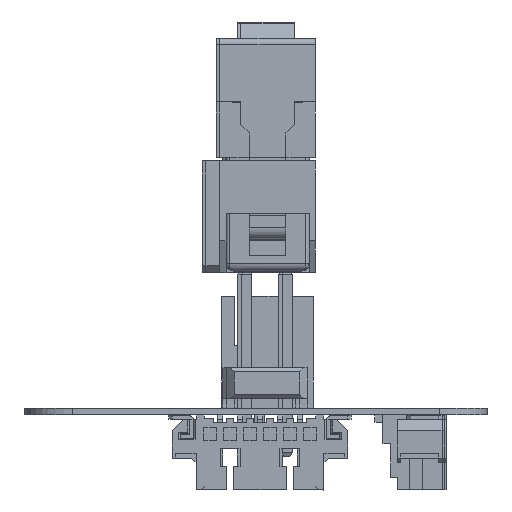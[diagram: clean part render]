
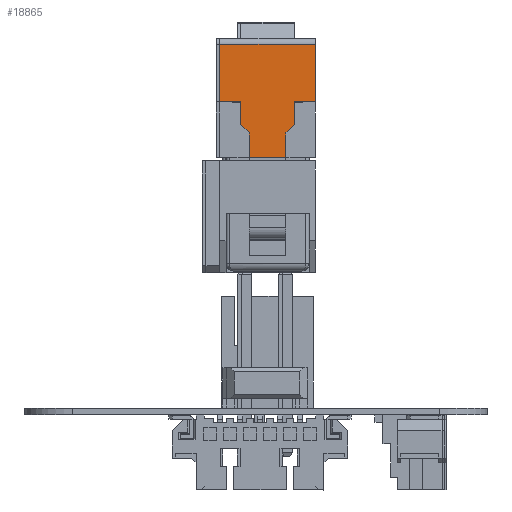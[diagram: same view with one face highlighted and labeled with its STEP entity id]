
A CAD part, left-side view. The second image highlights one B-rep face of the part: STEP entity #18865.
In plain terms, the highlighted planar face has unit normal (-1, 0, 0).
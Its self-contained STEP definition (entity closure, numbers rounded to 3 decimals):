
#18865 = ADVANCED_FACE('',(#18866),#18964,.T.);
#18866 = FACE_BOUND('',#18867,.T.);
#18867 = EDGE_LOOP('',(#18868,#18878,#18886,#18894,#18902,#18910,#18918,
    #18926,#18934,#18942,#18950,#18958));
#18868 = ORIENTED_EDGE('',*,*,#18869,.T.);
#18869 = EDGE_CURVE('',#18870,#18872,#18874,.T.);
#18870 = VERTEX_POINT('',#18871);
#18871 = CARTESIAN_POINT('',(-11.23,1.15,7.05));
#18872 = VERTEX_POINT('',#18873);
#18873 = CARTESIAN_POINT('',(-11.23,1.15,5.5));
#18874 = LINE('',#18875,#18876);
#18875 = CARTESIAN_POINT('',(-11.23,1.15,6.95));
#18876 = VECTOR('',#18877,1.);
#18877 = DIRECTION('',(0.,0.,-1.));
#18878 = ORIENTED_EDGE('',*,*,#18879,.F.);
#18879 = EDGE_CURVE('',#18880,#18872,#18882,.T.);
#18880 = VERTEX_POINT('',#18881);
#18881 = CARTESIAN_POINT('',(-11.23,1.685,4.965));
#18882 = LINE('',#18883,#18884);
#18883 = CARTESIAN_POINT('',(-11.23,1.825,4.825));
#18884 = VECTOR('',#18885,1.);
#18885 = DIRECTION('',(0.,-0.707,0.707));
#18886 = ORIENTED_EDGE('',*,*,#18887,.T.);
#18887 = EDGE_CURVE('',#18880,#18888,#18890,.T.);
#18888 = VERTEX_POINT('',#18889);
#18889 = CARTESIAN_POINT('',(-11.23,1.685,3.55));
#18890 = LINE('',#18891,#18892);
#18891 = CARTESIAN_POINT('',(-11.23,1.685,5.5));
#18892 = VECTOR('',#18893,1.);
#18893 = DIRECTION('',(0.,0.,-1.));
#18894 = ORIENTED_EDGE('',*,*,#18895,.T.);
#18895 = EDGE_CURVE('',#18888,#18896,#18898,.T.);
#18896 = VERTEX_POINT('',#18897);
#18897 = CARTESIAN_POINT('',(-11.23,3.,3.55));
#18898 = LINE('',#18899,#18900);
#18899 = CARTESIAN_POINT('',(-11.23,-3.,3.55));
#18900 = VECTOR('',#18901,1.);
#18901 = DIRECTION('',(0.,1.,0.));
#18902 = ORIENTED_EDGE('',*,*,#18903,.T.);
#18903 = EDGE_CURVE('',#18896,#18904,#18906,.T.);
#18904 = VERTEX_POINT('',#18905);
#18905 = CARTESIAN_POINT('',(-11.23,3.,-0.07));
#18906 = LINE('',#18907,#18908);
#18907 = CARTESIAN_POINT('',(-11.23,3.,3.55));
#18908 = VECTOR('',#18909,1.);
#18909 = DIRECTION('',(0.,0.,-1.));
#18910 = ORIENTED_EDGE('',*,*,#18911,.F.);
#18911 = EDGE_CURVE('',#18912,#18904,#18914,.T.);
#18912 = VERTEX_POINT('',#18913);
#18913 = CARTESIAN_POINT('',(-11.23,-3.,-0.07));
#18914 = LINE('',#18915,#18916);
#18915 = CARTESIAN_POINT('',(-11.23,-3.,-0.07));
#18916 = VECTOR('',#18917,1.);
#18917 = DIRECTION('',(0.,1.,0.));
#18918 = ORIENTED_EDGE('',*,*,#18919,.T.);
#18919 = EDGE_CURVE('',#18912,#18920,#18922,.T.);
#18920 = VERTEX_POINT('',#18921);
#18921 = CARTESIAN_POINT('',(-11.23,-3.,3.55));
#18922 = LINE('',#18923,#18924);
#18923 = CARTESIAN_POINT('',(-11.23,-3.,0.));
#18924 = VECTOR('',#18925,1.);
#18925 = DIRECTION('',(0.,0.,1.));
#18926 = ORIENTED_EDGE('',*,*,#18927,.T.);
#18927 = EDGE_CURVE('',#18920,#18928,#18930,.T.);
#18928 = VERTEX_POINT('',#18929);
#18929 = CARTESIAN_POINT('',(-11.23,-1.685,3.55));
#18930 = LINE('',#18931,#18932);
#18931 = CARTESIAN_POINT('',(-11.23,-3.,3.55));
#18932 = VECTOR('',#18933,1.);
#18933 = DIRECTION('',(0.,1.,0.));
#18934 = ORIENTED_EDGE('',*,*,#18935,.T.);
#18935 = EDGE_CURVE('',#18928,#18936,#18938,.T.);
#18936 = VERTEX_POINT('',#18937);
#18937 = CARTESIAN_POINT('',(-11.23,-1.685,4.965));
#18938 = LINE('',#18939,#18940);
#18939 = CARTESIAN_POINT('',(-11.23,-1.685,3.55));
#18940 = VECTOR('',#18941,1.);
#18941 = DIRECTION('',(0.,0.,1.));
#18942 = ORIENTED_EDGE('',*,*,#18943,.F.);
#18943 = EDGE_CURVE('',#18944,#18936,#18946,.T.);
#18944 = VERTEX_POINT('',#18945);
#18945 = CARTESIAN_POINT('',(-11.23,-1.15,5.5));
#18946 = LINE('',#18947,#18948);
#18947 = CARTESIAN_POINT('',(-11.23,-4.825,1.825));
#18948 = VECTOR('',#18949,1.);
#18949 = DIRECTION('',(0.,-0.707,-0.707));
#18950 = ORIENTED_EDGE('',*,*,#18951,.T.);
#18951 = EDGE_CURVE('',#18944,#18952,#18954,.T.);
#18952 = VERTEX_POINT('',#18953);
#18953 = CARTESIAN_POINT('',(-11.23,-1.15,7.05));
#18954 = LINE('',#18955,#18956);
#18955 = CARTESIAN_POINT('',(-11.23,-1.15,5.5));
#18956 = VECTOR('',#18957,1.);
#18957 = DIRECTION('',(0.,0.,1.));
#18958 = ORIENTED_EDGE('',*,*,#18959,.F.);
#18959 = EDGE_CURVE('',#18870,#18952,#18960,.T.);
#18960 = LINE('',#18961,#18962);
#18961 = CARTESIAN_POINT('',(-11.23,1.15,7.05));
#18962 = VECTOR('',#18963,1.);
#18963 = DIRECTION('',(0.,-1.,0.));
#18964 = PLANE('',#18965);
#18965 = AXIS2_PLACEMENT_3D('',#18966,#18967,#18968);
#18966 = CARTESIAN_POINT('',(-11.23,-3.,0.));
#18967 = DIRECTION('',(-1.,0.,0.));
#18968 = DIRECTION('',(0.,0.,1.));
